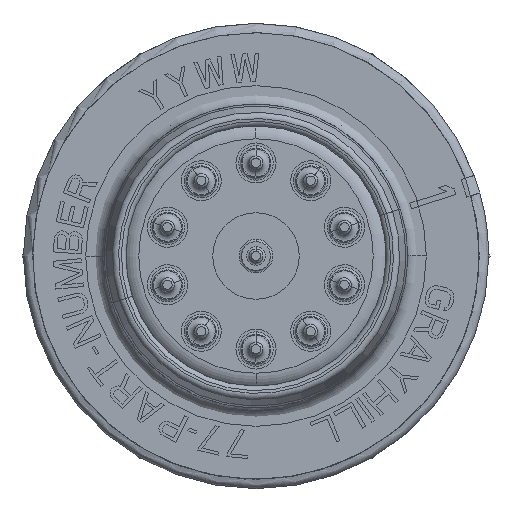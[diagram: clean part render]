
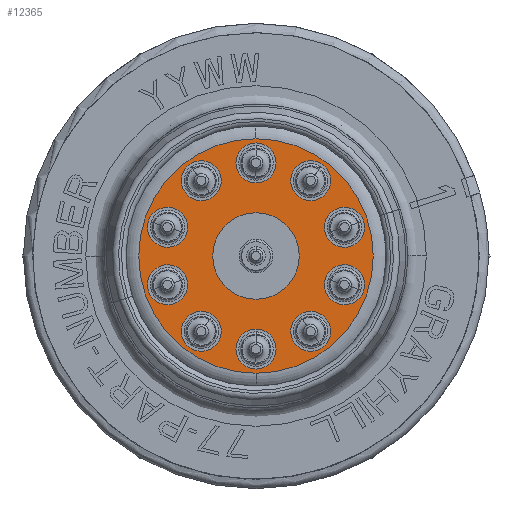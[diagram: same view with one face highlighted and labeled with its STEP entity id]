
A CAD part, front view. The second image highlights one B-rep face of the part: STEP entity #12365.
In plain terms, the highlighted planar face has unit normal (0, -1, 0).
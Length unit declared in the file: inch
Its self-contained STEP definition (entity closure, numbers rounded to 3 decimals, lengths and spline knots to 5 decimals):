
#12316=CARTESIAN_POINT('',(0.,-0.396,0.));
#12317=DIRECTION('',(0.,1.,0.));
#12318=DIRECTION('',(0.,0.,1.));
#12319=AXIS2_PLACEMENT_3D('',#12316,#12317,#12318);
#12321=CARTESIAN_POINT('',(0.,-0.396,0.));
#12322=DIRECTION('',(0.,1.,0.));
#12323=DIRECTION('',(0.,0.,-1.));
#12324=AXIS2_PLACEMENT_3D('',#12321,#12322,#12323);
#12350=CARTESIAN_POINT('',(0.,-0.396,0.126));
#12351=CARTESIAN_POINT('',(0.,-0.396,-0.126));
#12352=VERTEX_POINT('',#12350);
#12353=VERTEX_POINT('',#12351);
#12354=CARTESIAN_POINT('',(0.,-0.396,0.));
#12355=DIRECTION('',(0.,-1.,0.));
#12356=DIRECTION('',(0.,0.,-1.));
#12357=AXIS2_PLACEMENT_3D('',#12354,#12355,#12356);
#12358=PLANE('',#12357);
#12360=ORIENTED_EDGE('',*,*,#12359,.T.);
#12362=ORIENTED_EDGE('',*,*,#12361,.T.);
#12363=EDGE_LOOP('',(#12360,#12362));
#12364=FACE_OUTER_BOUND('',#12363,.F.);
#12365=ADVANCED_FACE('',(#12364),#12358,.T.);
#12320=CIRCLE('',#12319,0.126);
#12325=CIRCLE('',#12324,0.126);
#12359=EDGE_CURVE('',#12352,#12353,#12320,.T.);
#12361=EDGE_CURVE('',#12353,#12352,#12325,.T.);
